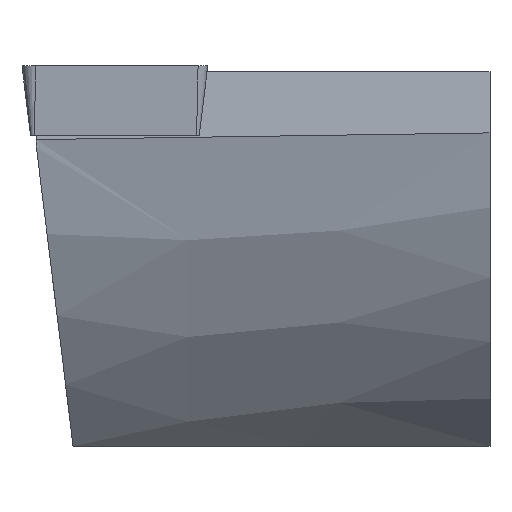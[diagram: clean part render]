
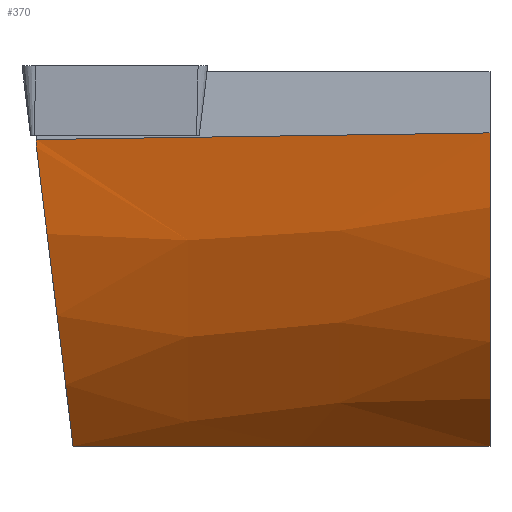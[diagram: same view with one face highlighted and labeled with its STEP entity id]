
A CAD part, front view. The second image highlights one B-rep face of the part: STEP entity #370.
In plain terms, the highlighted conical face has half-angle 10 degrees and reference radius 19 mm.
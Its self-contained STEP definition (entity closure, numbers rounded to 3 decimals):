
#316=CONICAL_SURFACE('',#895,19.,10.);
#370=ADVANCED_FACE('',(#400),#316,.T.);
#400=FACE_OUTER_BOUND('',#435,.T.);
#435=EDGE_LOOP('',(#656,#657,#658,#659,#660));
#449=B_SPLINE_CURVE_WITH_KNOTS('',3,(#1110,#1111,#1112,#1113),
 .UNSPECIFIED.,.F.,.F.,(4,4),(0.,1.),.UNSPECIFIED.);
#450=B_SPLINE_CURVE_WITH_KNOTS('',3,(#1123,#1124,#1125,#1126),
 .UNSPECIFIED.,.F.,.F.,(4,4),(0.,1.),.UNSPECIFIED.);
#558=ELLIPSE('',#890,19.136,18.989);
#656=ORIENTED_EDGE('',*,*,#784,.T.);
#657=ORIENTED_EDGE('',*,*,#775,.T.);
#658=ORIENTED_EDGE('',*,*,#818,.T.);
#659=ORIENTED_EDGE('',*,*,#789,.T.);
#660=ORIENTED_EDGE('',*,*,#802,.F.);
#722=VERTEX_POINT('',#1093);
#723=VERTEX_POINT('',#1094);
#729=VERTEX_POINT('',#1114);
#733=VERTEX_POINT('',#1127);
#734=VERTEX_POINT('',#1128);
#775=EDGE_CURVE('',#722,#723,#848,.T.);
#784=EDGE_CURVE('',#729,#722,#449,.T.);
#789=EDGE_CURVE('',#733,#734,#450,.T.);
#802=EDGE_CURVE('',#729,#734,#851,.T.);
#818=EDGE_CURVE('',#723,#733,#558,.T.);
#848=CIRCLE('',#869,18.913);
#851=CIRCLE('',#877,16.179);
#869=AXIS2_PLACEMENT_3D('',#1092,#929,#930);
#877=AXIS2_PLACEMENT_3D('',#1154,#966,#967);
#890=AXIS2_PLACEMENT_3D('',#1195,#1000,#1001);
#895=AXIS2_PLACEMENT_3D('',#1204,#1013,#1014);
#929=DIRECTION('',(1.,0.,0.));
#930=DIRECTION('',(0.,-1.,0.));
#966=DIRECTION('',(1.,0.,0.));
#967=DIRECTION('',(0.,0.,-1.));
#1000=DIRECTION('',(0.993,0.,0.122));
#1001=DIRECTION('',(-0.122,0.,0.993));
#1013=DIRECTION('',(-1.,0.,0.));
#1014=DIRECTION('',(0.,0.,-1.));
#1092=CARTESIAN_POINT('',(0.492,19.257,0.5));
#1093=CARTESIAN_POINT('',(0.492,0.587,-2.52));
#1094=CARTESIAN_POINT('',(0.492,0.63,-2.778));
#1110=CARTESIAN_POINT('',(16.,3.321,-2.292));
#1111=CARTESIAN_POINT('',(10.831,2.41,-2.371));
#1112=CARTESIAN_POINT('',(5.662,1.498,-2.447));
#1113=CARTESIAN_POINT('',(0.492,0.587,-2.52));
#1114=CARTESIAN_POINT('',(16.,3.321,-2.292));
#1123=CARTESIAN_POINT('',(1.747,6.329,-13.));
#1124=CARTESIAN_POINT('',(6.529,7.548,-13.));
#1125=CARTESIAN_POINT('',(11.294,8.835,-13.));
#1126=CARTESIAN_POINT('',(16.,10.341,-13.));
#1127=CARTESIAN_POINT('',(1.747,6.329,-13.));
#1128=CARTESIAN_POINT('',(16.,10.341,-13.));
#1154=CARTESIAN_POINT('',(16.,19.257,0.5));
#1195=CARTESIAN_POINT('',(0.039,19.257,0.911));
#1204=CARTESIAN_POINT('',(0.,19.257,0.5));
